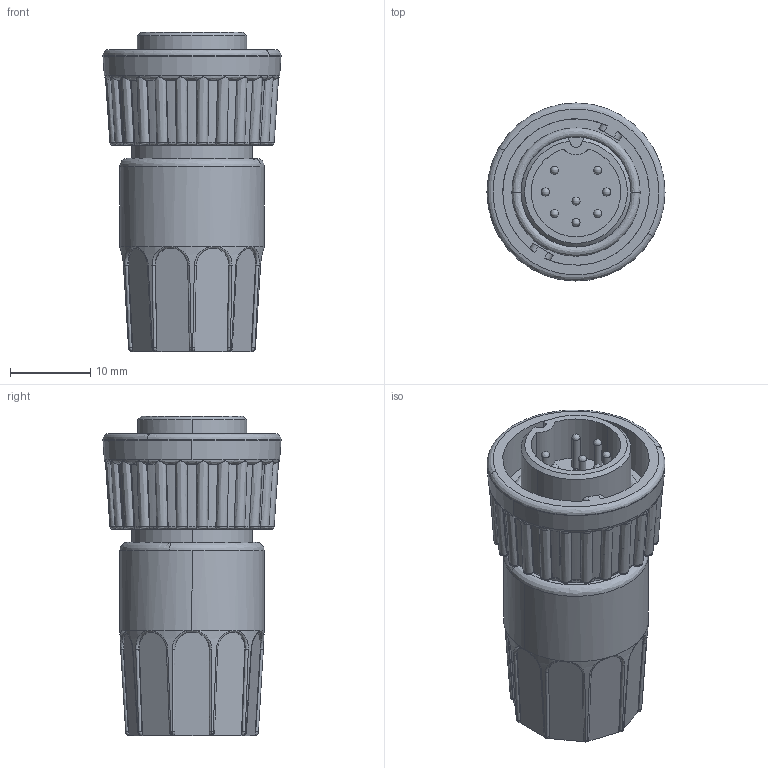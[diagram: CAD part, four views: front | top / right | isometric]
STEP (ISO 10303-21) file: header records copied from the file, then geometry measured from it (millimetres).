
FILE_DESCRIPTION (( 'STEP AP203' ), '1' );
FILE_NAME ('3282-8PG-321.STEP', '2014-03-27T20:20:21', ( '' ), ( '' ), 'SwSTEP 2.0', 'SolidWorks 2014', '' );
FILE_SCHEMA (( 'CONFIG_CONTROL_DESIGN' ));
Length unit declared in the file: inch
Products named in the file (1): 3282-8PG-321
Bounding box: 22.23 x 22.23 x 39.88 mm (x, y, z)
Volume: 8693.8 mm3; surface area: 4407.2 mm2
Topology: 1 solids, 1 shells, 339 faces, 936 edges, 598 vertices
Faces by surface type: bspline 180, plane 72, cylinder 49, cone 38
Entity records: 17241 total; most frequent: CARTESIAN_POINT 10297, ORIENTED_EDGE 1840, DIRECTION 941, EDGE_CURVE 920, VERTEX_POINT 598, B_SPLINE_CURVE_WITH_KNOTS 414, AXIS2_PLACEMENT_3D 390, EDGE_LOOP 354
